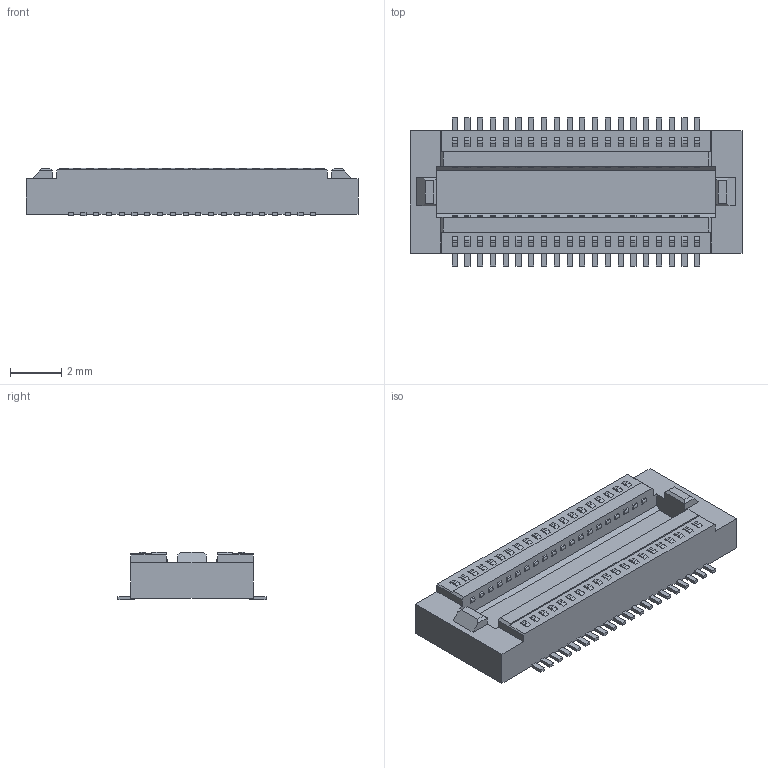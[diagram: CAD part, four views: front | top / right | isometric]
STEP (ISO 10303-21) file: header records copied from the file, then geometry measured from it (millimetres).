
FILE_DESCRIPTION (( 'STEP AP214' ), '1' );
FILE_NAME ('axk5f40547y.stp', '2007-10-16T02:28:53', ( '' ), ( 'PanasonicCorporation' ), '', '', '' );
FILE_SCHEMA (( 'AUTOMOTIVE_DESIGN' ));
Length unit declared in the file: millimetre
Products named in the file (1): axk5f40547y
Bounding box: 13 x 5.8 x 1.85 mm (x, y, z)
Volume: 84.5 mm3; surface area: 227.9 mm2
Topology: 1 solids, 1 shells, 722 faces, 1916 edges, 1276 vertices
Faces by surface type: plane 522, cylinder 200
Entity records: 22331 total; most frequent: CARTESIAN_POINT 3915, ORIENTED_EDGE 3832, DIRECTION 3762, EDGE_CURVE 1916, LINE 1516, VECTOR 1516, VERTEX_POINT 1276, AXIS2_PLACEMENT_3D 1123
